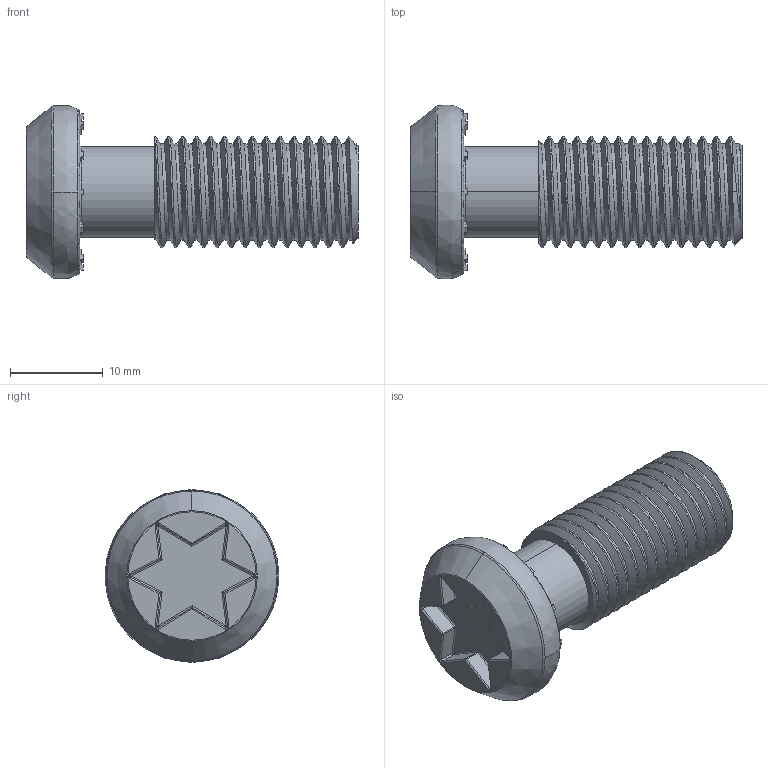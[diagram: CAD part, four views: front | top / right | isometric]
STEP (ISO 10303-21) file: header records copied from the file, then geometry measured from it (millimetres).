
FILE_DESCRIPTION (( 'STEP AP203' ), '1' );
FILE_NAME ('AL-1Y04.B61A.01 Âèíò ïàçîâûé Ì12õ30.STEP', '2024-02-21T05:47:03', ( '' ), ( '' ), 'SwSTEP 2.0', 'SolidWorks 2021', '' );
FILE_SCHEMA (( 'CONFIG_CONTROL_DESIGN' ));
Length unit declared in the file: millimetre
Products named in the file (1): AL-1Y04.B61A.01 Âèíò ïàçîâûé Ì12õ30
Bounding box: 35.8 x 18.75 x 18.65 mm (x, y, z)
Volume: 3960.8 mm3; surface area: 2371.3 mm2
Topology: 1 solids, 1 shells, 222 faces, 551 edges, 334 vertices
Faces by surface type: plane 89, cylinder 83, sphere 18, torus 16, bspline 11, cone 5
Entity records: 12605 total; most frequent: CARTESIAN_POINT 7477, ORIENTED_EDGE 1072, DIRECTION 1029, EDGE_CURVE 536, AXIS2_PLACEMENT_3D 363, VERTEX_POINT 331, VECTOR 303, LINE 303
